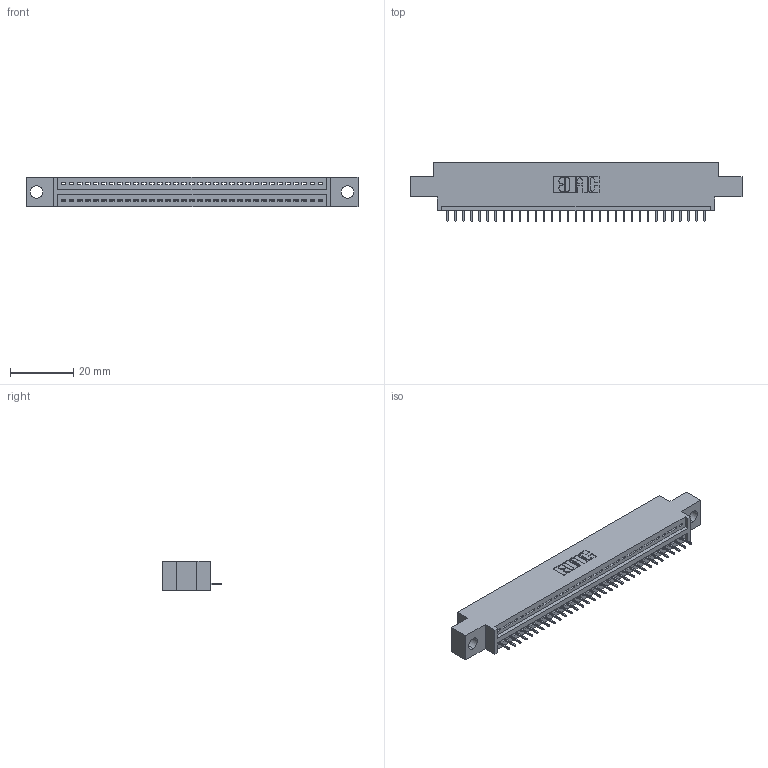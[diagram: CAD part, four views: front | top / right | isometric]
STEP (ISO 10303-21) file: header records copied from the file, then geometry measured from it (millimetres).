
FILE_DESCRIPTION (( 'STEP AP203' ), '1' );
FILE_NAME ('395-033-525-604.STEP', '2020-09-23T21:53:48', ( '' ), ( '' ), 'SwSTEP 2.0', 'SolidWorks 2020', '' );
FILE_SCHEMA (( 'CONFIG_CONTROL_DESIGN' ));
Length unit declared in the file: inch
Products named in the file (3): 345-292-001_345-293-125; 345 Part_0.170 Offset - 0.156 Dia-TH; 395-033-525-604
Assembly tree (34 placements, depth 2):
  395-033-525-604
    345 Part_0.170 Offset - 0.156 Dia-TH
    345-292-001_345-293-125  x33
Bounding box: 105.03 x 18.72 x 9.4 mm (x, y, z)
Volume: 9566.1 mm3; surface area: 12076.1 mm2
Topology: 34 solids, 34 shells, 2176 faces, 6293 edges, 4062 vertices
Faces by surface type: plane 1602, cylinder 574
Entity records: 26257 total; most frequent: CARTESIAN_POINT 4555, ORIENTED_EDGE 4522, DIRECTION 3991, EDGE_CURVE 2261, VECTOR 2001, LINE 2001, VERTEX_POINT 1502, AXIS2_PLACEMENT_3D 995
